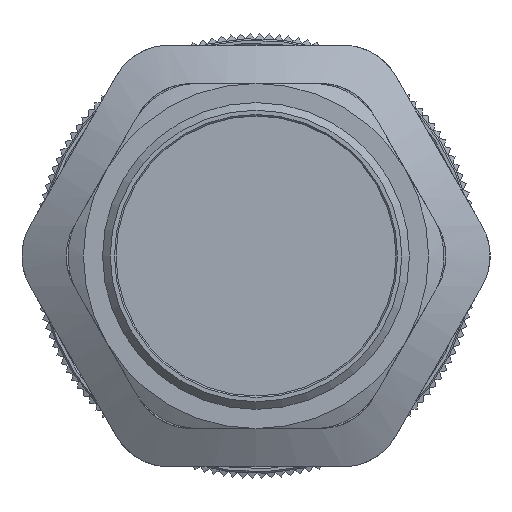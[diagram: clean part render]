
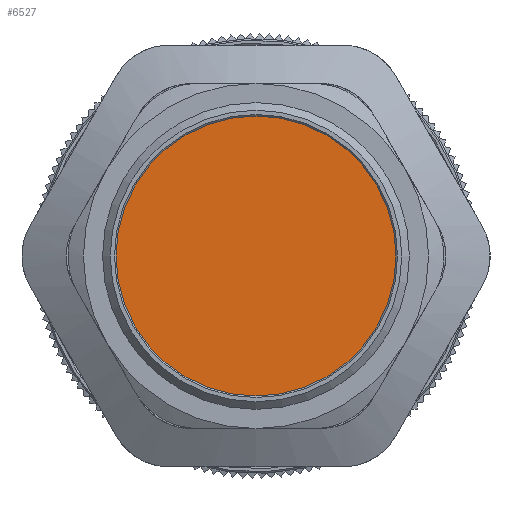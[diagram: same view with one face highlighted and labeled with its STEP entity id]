
A CAD part, front view. The second image highlights one B-rep face of the part: STEP entity #6527.
In plain terms, the highlighted planar face has unit normal (0, -1, 0).
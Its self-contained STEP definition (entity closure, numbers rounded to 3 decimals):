
#758=FACE_OUTER_BOUND('',#1136,.T.);
#1136=EDGE_LOOP('',(#4069));
#2218=CIRCLE('',#6935,18.25);
#2282=VERTEX_POINT('',#8596);
#2992=EDGE_CURVE('',#2282,#2282,#2218,.T.);
#4069=ORIENTED_EDGE('',*,*,#2992,.F.);
#6211=PLANE('',#6934);
#6527=ADVANCED_FACE('',(#758),#6211,.F.);
#6934=AXIS2_PLACEMENT_3D('',#8595,#7381,#7382);
#6935=AXIS2_PLACEMENT_3D('',#8597,#7383,#7384);
#7381=DIRECTION('center_axis',(0.,1.,0.));
#7382=DIRECTION('ref_axis',(0.,0.,1.));
#7383=DIRECTION('center_axis',(0.,1.,0.));
#7384=DIRECTION('ref_axis',(1.,0.,0.));
#8595=CARTESIAN_POINT('Origin',(-0.273,-16.6,0.));
#8596=CARTESIAN_POINT('',(-18.523,-16.6,0.));
#8597=CARTESIAN_POINT('Origin',(-0.273,-16.6,0.));
